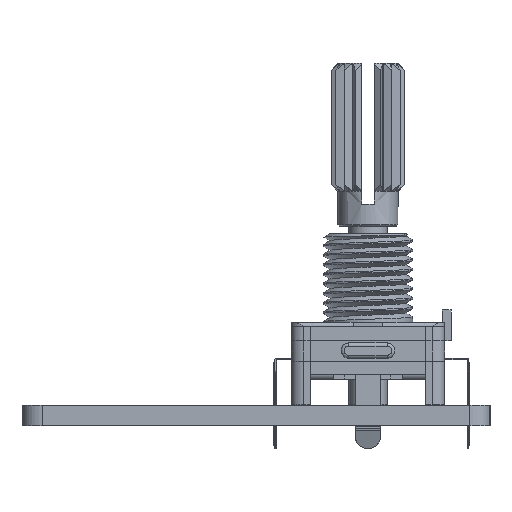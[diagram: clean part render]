
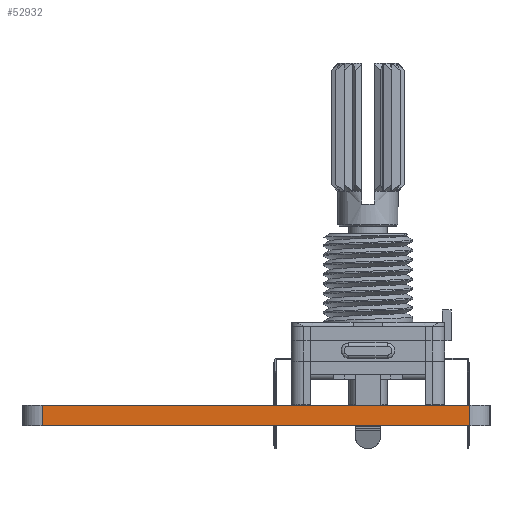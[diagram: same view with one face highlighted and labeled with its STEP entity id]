
A CAD part, left-side view. The second image highlights one B-rep face of the part: STEP entity #52932.
In plain terms, the highlighted planar face has unit normal (-1, 0, 0).
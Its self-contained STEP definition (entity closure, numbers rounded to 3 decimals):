
#44513 = PLANE('',#44514);
#44514 = AXIS2_PLACEMENT_3D('',#44515,#44516,#44517);
#44515 = CARTESIAN_POINT('',(74.216,-42.863,1.6));
#44516 = DIRECTION('',(0.,0.,1.));
#44517 = DIRECTION('',(1.,0.,-0.));
#44568 = PLANE('',#44569);
#44569 = AXIS2_PLACEMENT_3D('',#44570,#44571,#44572);
#44570 = CARTESIAN_POINT('',(74.216,-42.863,0.));
#44571 = DIRECTION('',(0.,0.,1.));
#44572 = DIRECTION('',(1.,0.,-0.));
#44699 = CYLINDRICAL_SURFACE('',#44700,1.588);
#44700 = AXIS2_PLACEMENT_3D('',#44701,#44702,#44703);
#44701 = CARTESIAN_POINT('',(25.4,-26.194,0.));
#44702 = DIRECTION('',(-0.,-0.,-1.));
#44703 = DIRECTION('',(1.,0.,-0.));
#44738 = VERTEX_POINT('',#44739);
#44739 = CARTESIAN_POINT('',(23.813,-26.194,0.));
#44761 = EDGE_CURVE('',#44738,#44762,#44764,.T.);
#44762 = VERTEX_POINT('',#44763);
#44763 = CARTESIAN_POINT('',(23.813,-59.531,0.));
#44764 = SURFACE_CURVE('',#44765,(#44769,#44776),.PCURVE_S1.);
#44765 = LINE('',#44766,#44767);
#44766 = CARTESIAN_POINT('',(23.813,-26.194,0.));
#44767 = VECTOR('',#44768,1.);
#44768 = DIRECTION('',(0.,-1.,0.));
#44769 = PCURVE('',#44568,#44770);
#44770 = DEFINITIONAL_REPRESENTATION('',(#44771),#44775);
#44771 = LINE('',#44772,#44773);
#44772 = CARTESIAN_POINT('',(-50.403,16.669));
#44773 = VECTOR('',#44774,1.);
#44774 = DIRECTION('',(0.,-1.));
#44775 = ( GEOMETRIC_REPRESENTATION_CONTEXT(2) 
PARAMETRIC_REPRESENTATION_CONTEXT() REPRESENTATION_CONTEXT('2D SPACE',''
  ) );
#44776 = PCURVE('',#44777,#44782);
#44777 = PLANE('',#44778);
#44778 = AXIS2_PLACEMENT_3D('',#44779,#44780,#44781);
#44779 = CARTESIAN_POINT('',(23.813,-26.194,0.));
#44780 = DIRECTION('',(1.,0.,-0.));
#44781 = DIRECTION('',(0.,-1.,0.));
#44782 = DEFINITIONAL_REPRESENTATION('',(#44783),#44787);
#44783 = LINE('',#44784,#44785);
#44784 = CARTESIAN_POINT('',(0.,0.));
#44785 = VECTOR('',#44786,1.);
#44786 = DIRECTION('',(1.,0.));
#44787 = ( GEOMETRIC_REPRESENTATION_CONTEXT(2) 
PARAMETRIC_REPRESENTATION_CONTEXT() REPRESENTATION_CONTEXT('2D SPACE',''
  ) );
#44806 = CYLINDRICAL_SURFACE('',#44807,1.588);
#44807 = AXIS2_PLACEMENT_3D('',#44808,#44809,#44810);
#44808 = CARTESIAN_POINT('',(25.4,-59.531,0.));
#44809 = DIRECTION('',(-0.,-0.,-1.));
#44810 = DIRECTION('',(1.,0.,-0.));
#49158 = VERTEX_POINT('',#49159);
#49159 = CARTESIAN_POINT('',(23.813,-26.194,1.6));
#49181 = EDGE_CURVE('',#49158,#49182,#49184,.T.);
#49182 = VERTEX_POINT('',#49183);
#49183 = CARTESIAN_POINT('',(23.813,-59.531,1.6));
#49184 = SURFACE_CURVE('',#49185,(#49189,#49196),.PCURVE_S1.);
#49185 = LINE('',#49186,#49187);
#49186 = CARTESIAN_POINT('',(23.813,-26.194,1.6));
#49187 = VECTOR('',#49188,1.);
#49188 = DIRECTION('',(0.,-1.,0.));
#49189 = PCURVE('',#44513,#49190);
#49190 = DEFINITIONAL_REPRESENTATION('',(#49191),#49195);
#49191 = LINE('',#49192,#49193);
#49192 = CARTESIAN_POINT('',(-50.403,16.669));
#49193 = VECTOR('',#49194,1.);
#49194 = DIRECTION('',(0.,-1.));
#49195 = ( GEOMETRIC_REPRESENTATION_CONTEXT(2) 
PARAMETRIC_REPRESENTATION_CONTEXT() REPRESENTATION_CONTEXT('2D SPACE',''
  ) );
#49196 = PCURVE('',#44777,#49197);
#49197 = DEFINITIONAL_REPRESENTATION('',(#49198),#49202);
#49198 = LINE('',#49199,#49200);
#49199 = CARTESIAN_POINT('',(0.,-1.6));
#49200 = VECTOR('',#49201,1.);
#49201 = DIRECTION('',(1.,0.));
#49202 = ( GEOMETRIC_REPRESENTATION_CONTEXT(2) 
PARAMETRIC_REPRESENTATION_CONTEXT() REPRESENTATION_CONTEXT('2D SPACE',''
  ) );
#52884 = EDGE_CURVE('',#44738,#49158,#52885,.T.);
#52885 = SURFACE_CURVE('',#52886,(#52890,#52897),.PCURVE_S1.);
#52886 = LINE('',#52887,#52888);
#52887 = CARTESIAN_POINT('',(23.813,-26.194,0.));
#52888 = VECTOR('',#52889,1.);
#52889 = DIRECTION('',(0.,0.,1.));
#52890 = PCURVE('',#44699,#52891);
#52891 = DEFINITIONAL_REPRESENTATION('',(#52892),#52896);
#52892 = LINE('',#52893,#52894);
#52893 = CARTESIAN_POINT('',(-3.142,0.));
#52894 = VECTOR('',#52895,1.);
#52895 = DIRECTION('',(-0.,-1.));
#52896 = ( GEOMETRIC_REPRESENTATION_CONTEXT(2) 
PARAMETRIC_REPRESENTATION_CONTEXT() REPRESENTATION_CONTEXT('2D SPACE',''
  ) );
#52897 = PCURVE('',#44777,#52898);
#52898 = DEFINITIONAL_REPRESENTATION('',(#52899),#52903);
#52899 = LINE('',#52900,#52901);
#52900 = CARTESIAN_POINT('',(0.,0.));
#52901 = VECTOR('',#52902,1.);
#52902 = DIRECTION('',(0.,-1.));
#52903 = ( GEOMETRIC_REPRESENTATION_CONTEXT(2) 
PARAMETRIC_REPRESENTATION_CONTEXT() REPRESENTATION_CONTEXT('2D SPACE',''
  ) );
#52932 = ADVANCED_FACE('',(#52933),#44777,.F.);
#52933 = FACE_BOUND('',#52934,.F.);
#52934 = EDGE_LOOP('',(#52935,#52936,#52937,#52958));
#52935 = ORIENTED_EDGE('',*,*,#52884,.T.);
#52936 = ORIENTED_EDGE('',*,*,#49181,.T.);
#52937 = ORIENTED_EDGE('',*,*,#52938,.F.);
#52938 = EDGE_CURVE('',#44762,#49182,#52939,.T.);
#52939 = SURFACE_CURVE('',#52940,(#52944,#52951),.PCURVE_S1.);
#52940 = LINE('',#52941,#52942);
#52941 = CARTESIAN_POINT('',(23.813,-59.531,0.));
#52942 = VECTOR('',#52943,1.);
#52943 = DIRECTION('',(0.,0.,1.));
#52944 = PCURVE('',#44777,#52945);
#52945 = DEFINITIONAL_REPRESENTATION('',(#52946),#52950);
#52946 = LINE('',#52947,#52948);
#52947 = CARTESIAN_POINT('',(33.338,0.));
#52948 = VECTOR('',#52949,1.);
#52949 = DIRECTION('',(0.,-1.));
#52950 = ( GEOMETRIC_REPRESENTATION_CONTEXT(2) 
PARAMETRIC_REPRESENTATION_CONTEXT() REPRESENTATION_CONTEXT('2D SPACE',''
  ) );
#52951 = PCURVE('',#44806,#52952);
#52952 = DEFINITIONAL_REPRESENTATION('',(#52953),#52957);
#52953 = LINE('',#52954,#52955);
#52954 = CARTESIAN_POINT('',(-3.142,0.));
#52955 = VECTOR('',#52956,1.);
#52956 = DIRECTION('',(-0.,-1.));
#52957 = ( GEOMETRIC_REPRESENTATION_CONTEXT(2) 
PARAMETRIC_REPRESENTATION_CONTEXT() REPRESENTATION_CONTEXT('2D SPACE',''
  ) );
#52958 = ORIENTED_EDGE('',*,*,#44761,.F.);
